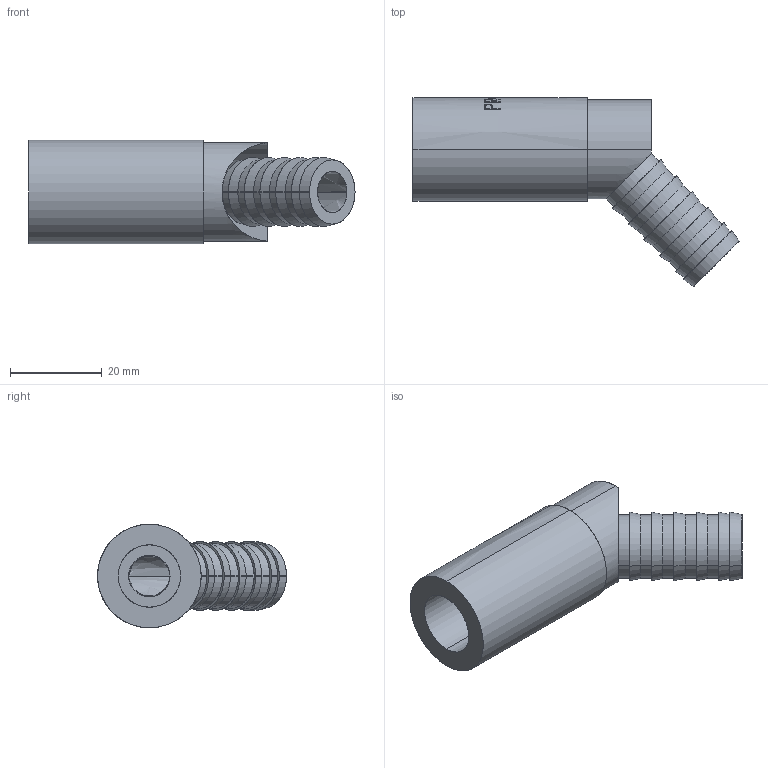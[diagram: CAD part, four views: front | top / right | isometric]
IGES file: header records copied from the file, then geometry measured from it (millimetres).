
Start section: SolidWorks IGES file using analytic representation for surfaces
Global section: file name: 9f3a.IGS; native system: SolidWorks 2019; preprocessor: SolidWorks 2019; author: Model3D; date: 220823.130543; units: millimetre
Bounding box: 71.09 x 41.19 x 22.6 mm (x, y, z)
Surface area: 8013.9 mm2 (no closed solid volume)
Topology: 0 solids, 0 shells, 128 faces, 1753 edges, 1753 vertices
Faces by surface type: bspline 87, revolution 41
